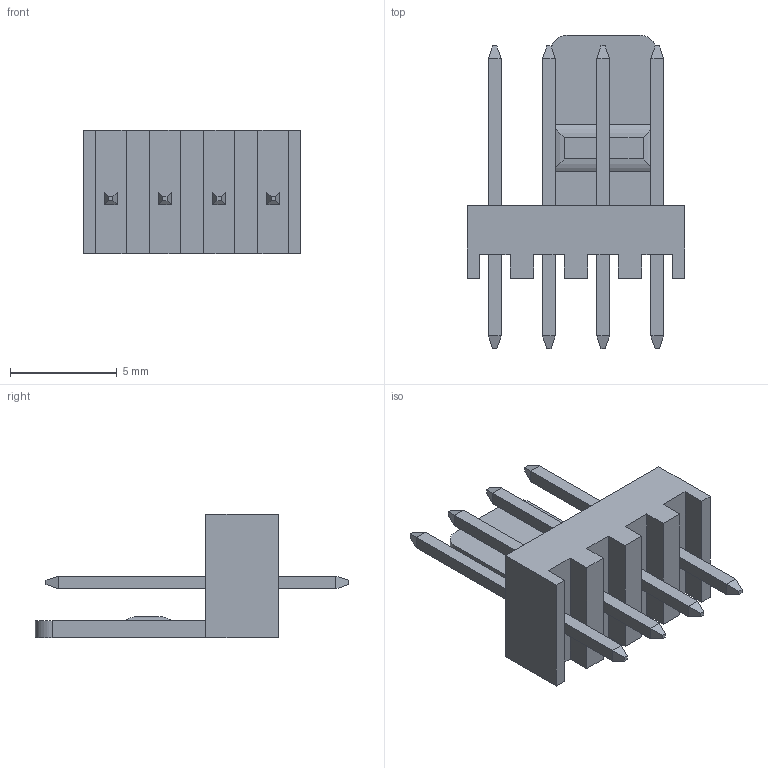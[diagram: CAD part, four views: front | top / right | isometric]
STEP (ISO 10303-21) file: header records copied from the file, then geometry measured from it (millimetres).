
FILE_DESCRIPTION(/* description */ (''),/* implementation_level */ '2;1');
FILE_NAME(/* name */ 'Fan Header, 4Pin, 2.54mm, Vertical v2.step',/* time_stamp */ '2023-03-22T12:30:28+01:00',/* author */ (''),/* organization */ (''),/* preprocessor_version */ 'ST-DEVELOPER v19.2',/* originating_system */ 'Autodesk Translation Framework v11.17.0.187',/* authorisation */ '');
FILE_SCHEMA (('AUTOMOTIVE_DESIGN { 1 0 10303 214 3 1 1 }'));
Length unit declared in the file: millimetre
Products named in the file (3): Fan Header, 4Pin, 2.54mm, Vertical; Fan Header 4Pin-Body; Fan Header-Pin Vertical
Assembly tree (5 placements, depth 2):
  Fan Header, 4Pin, 2.54mm, Vertical
    Fan Header 4Pin-Body
    Fan Header-Pin Vertical  x4
Bounding box: 10.2 x 14.7 x 5.8 mm (x, y, z)
Volume: 212.8 mm3; surface area: 509 mm2
Topology: 5 solids, 5 shells, 121 faces, 282 edges, 172 vertices
Faces by surface type: plane 115, cylinder 6
Entity records: 2427 total; most frequent: CARTESIAN_POINT 409, ORIENTED_EDGE 396, DIRECTION 380, EDGE_CURVE 198, LINE 190, VECTOR 190, VERTEX_POINT 124, AXIS2_PLACEMENT_3D 95
